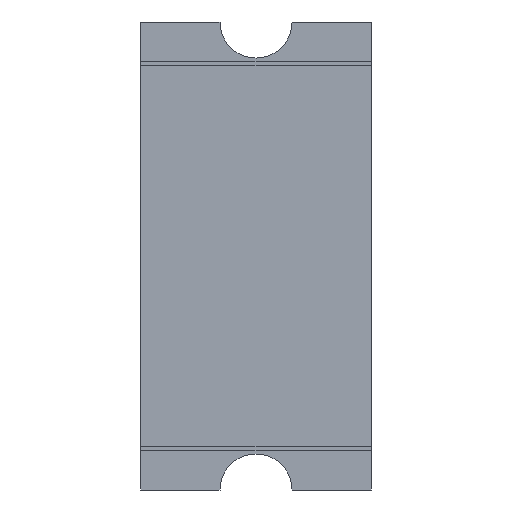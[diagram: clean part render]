
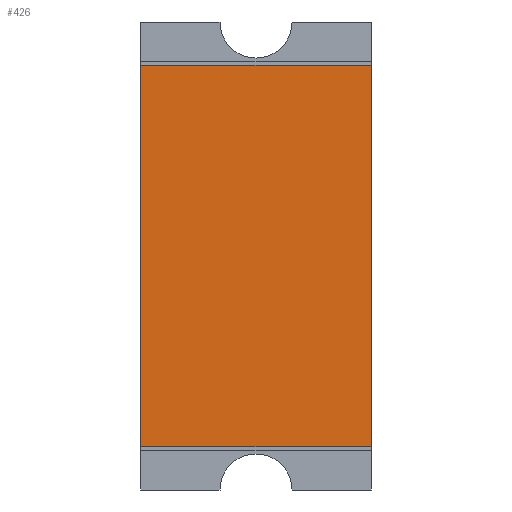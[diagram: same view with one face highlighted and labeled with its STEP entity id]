
A CAD part, front view. The second image highlights one B-rep face of the part: STEP entity #426.
In plain terms, the highlighted planar face has unit normal (0, -1, 0).
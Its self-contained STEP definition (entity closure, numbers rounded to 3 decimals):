
#1=DIRECTION('',(1.,0.,0.));
#2=VECTOR('',#1,1.6);
#3=CARTESIAN_POINT('',(-0.8,0.,1.325));
#4=LINE('',#3,#2);
#5=DIRECTION('',(0.,0.,-1.));
#6=VECTOR('',#5,2.65);
#7=CARTESIAN_POINT('',(0.8,0.,1.325));
#8=LINE('',#7,#6);
#9=DIRECTION('',(1.,0.,0.));
#10=VECTOR('',#9,1.6);
#11=CARTESIAN_POINT('',(-0.8,0.,-1.325));
#12=LINE('',#11,#10);
#13=DIRECTION('',(0.,0.,1.));
#14=VECTOR('',#13,2.65);
#15=CARTESIAN_POINT('',(-0.8,0.,-1.325));
#16=LINE('',#15,#14);
#379=CARTESIAN_POINT('',(-0.8,0.,1.325));
#380=CARTESIAN_POINT('',(0.8,0.,1.325));
#381=VERTEX_POINT('',#379);
#382=VERTEX_POINT('',#380);
#391=CARTESIAN_POINT('',(-0.8,0.,-1.325));
#392=CARTESIAN_POINT('',(0.8,0.,-1.325));
#393=VERTEX_POINT('',#391);
#394=VERTEX_POINT('',#392);
#411=CARTESIAN_POINT('',(0.,0.,0.));
#412=DIRECTION('',(0.,1.,0.));
#413=DIRECTION('',(0.,0.,1.));
#414=AXIS2_PLACEMENT_3D('',#411,#412,#413);
#415=PLANE('',#414);
#417=ORIENTED_EDGE('',*,*,#416,.T.);
#419=ORIENTED_EDGE('',*,*,#418,.T.);
#421=ORIENTED_EDGE('',*,*,#420,.F.);
#423=ORIENTED_EDGE('',*,*,#422,.T.);
#424=EDGE_LOOP('',(#417,#419,#421,#423));
#425=FACE_OUTER_BOUND('',#424,.F.);
#416=EDGE_CURVE('',#381,#382,#4,.T.);
#418=EDGE_CURVE('',#382,#394,#8,.T.);
#420=EDGE_CURVE('',#393,#394,#12,.T.);
#422=EDGE_CURVE('',#393,#381,#16,.T.);
#426=ADVANCED_FACE('',(#425),#415,.F.);
